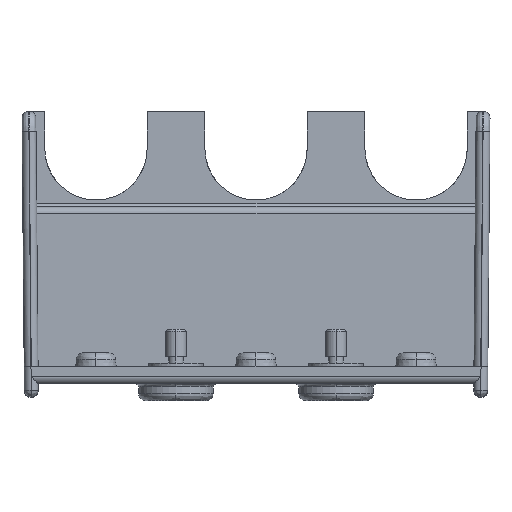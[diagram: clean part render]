
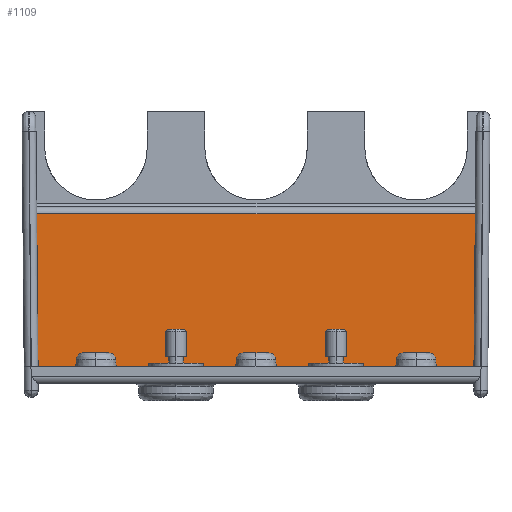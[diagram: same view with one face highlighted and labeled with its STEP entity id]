
A CAD part, top view. The second image highlights one B-rep face of the part: STEP entity #1109.
In plain terms, the highlighted planar face has unit normal (0, 0.009, 1).
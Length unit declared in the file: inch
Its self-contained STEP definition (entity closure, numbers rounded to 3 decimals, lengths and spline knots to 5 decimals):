
#127 = CARTESIAN_POINT ( 'NONE',  ( -1.25984, 0.17717, -1.47638 ) ) ;
#138 = LINE ( 'NONE', #4830, #372 ) ;
#286 = CARTESIAN_POINT ( 'NONE',  ( 1.25984, 0.17717, -1.47638 ) ) ;
#372 = VECTOR ( 'NONE', #1294, 39.37008 ) ;
#384 = VECTOR ( 'NONE', #4177, 39.37008 ) ;
#410 = CARTESIAN_POINT ( 'NONE',  ( 1.25984, 0.17717, -1.47638 ) ) ;
#724 = VECTOR ( 'NONE', #1486, 39.37008 ) ;
#737 = VERTEX_POINT ( 'NONE', #4423 ) ;
#1029 = LINE ( 'NONE', #2601, #384 ) ;
#1109 = ADVANCED_FACE ( 'Defeature ausgef�hrt1_44', ( #1544 ), #3587, .F. ) ;
#1272 = DIRECTION ( 'NONE',  ( 1., 0., 0. ) ) ;
#1294 = DIRECTION ( 'NONE',  ( -0.009, 1., -0.009 ) ) ;
#1433 = ORIENTED_EDGE ( 'NONE', *, *, #3614, .T. ) ;
#1486 = DIRECTION ( 'NONE',  ( 0.009, 1., -0.009 ) ) ;
#1516 = EDGE_CURVE ( 'NONE', #4381, #4825, #138, .T. ) ;
#1544 = FACE_OUTER_BOUND ( 'NONE', #2857, .T. ) ;
#1874 = LINE ( 'NONE', #286, #724 ) ;
#1899 = CARTESIAN_POINT ( 'NONE',  ( -1.26758, 1.06334, -1.48411 ) ) ;
#2013 = CARTESIAN_POINT ( 'NONE',  ( 1.33858, 0.17717, -1.47638 ) ) ;
#2356 = VERTEX_POINT ( 'NONE', #2406 ) ;
#2406 = CARTESIAN_POINT ( 'NONE',  ( 1.25984, 0.17717, -1.47638 ) ) ;
#2601 = CARTESIAN_POINT ( 'NONE',  ( 1.25984, 1.06334, -1.48411 ) ) ;
#2683 = ORIENTED_EDGE ( 'NONE', *, *, #4446, .F. ) ;
#2857 = EDGE_LOOP ( 'NONE', ( #2683, #4466, #1433, #3168 ) ) ;
#3168 = ORIENTED_EDGE ( 'NONE', *, *, #3651, .T. ) ;
#3539 = DIRECTION ( 'NONE',  ( 0., -0.009, -1. ) ) ;
#3587 = PLANE ( 'NONE',  #5049 ) ;
#3614 = EDGE_CURVE ( 'NONE', #4381, #2356, #4111, .T. ) ;
#3651 = EDGE_CURVE ( 'NONE', #2356, #737, #1874, .T. ) ;
#3989 = VECTOR ( 'NONE', #1272, 39.37008 ) ;
#4111 = LINE ( 'NONE', #2013, #3989 ) ;
#4177 = DIRECTION ( 'NONE',  ( 1., 0., 0. ) ) ;
#4381 = VERTEX_POINT ( 'NONE', #127 ) ;
#4423 = CARTESIAN_POINT ( 'NONE',  ( 1.26758, 1.06334, -1.48411 ) ) ;
#4446 = EDGE_CURVE ( 'NONE', #4825, #737, #1029, .T. ) ;
#4466 = ORIENTED_EDGE ( 'NONE', *, *, #1516, .F. ) ;
#4825 = VERTEX_POINT ( 'NONE', #1899 ) ;
#4830 = CARTESIAN_POINT ( 'NONE',  ( -1.25984, 0.17717, -1.47638 ) ) ;
#5049 = AXIS2_PLACEMENT_3D ( 'NONE', #410, #3539, #5088 ) ;
#5088 = DIRECTION ( 'NONE',  ( 0., 1., -0.009 ) ) ;
